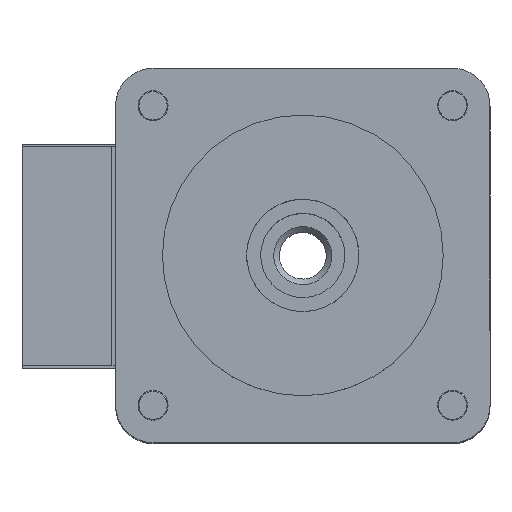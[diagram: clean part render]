
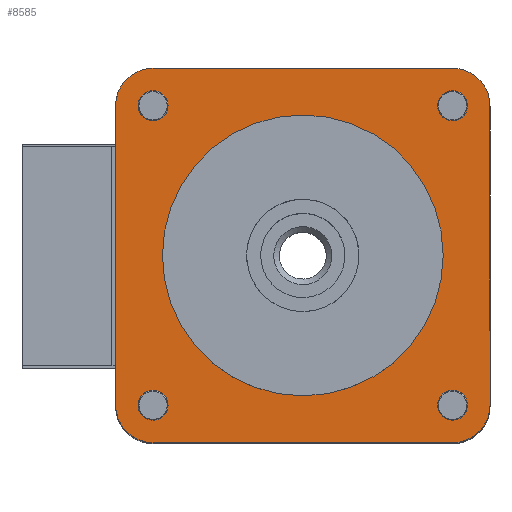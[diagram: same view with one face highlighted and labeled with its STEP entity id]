
A CAD part, top view. The second image highlights one B-rep face of the part: STEP entity #8585.
In plain terms, the highlighted planar face has unit normal (0, 0, 1).
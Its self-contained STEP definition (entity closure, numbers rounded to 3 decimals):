
#8187=CARTESIAN_POINT('',(8.8,-8.,15.65));
#8188=VERTEX_POINT('',#8187);
#8189=CARTESIAN_POINT('',(8.,-8.,15.65));
#8190=DIRECTION('',(0.0,0.0,-1.0));
#8191=DIRECTION('',(1.0,0.0,0.0));
#8192=AXIS2_PLACEMENT_3D('',#8189,#8190,#8191);
#8193=CIRCLE('',#8192,0.8);
#8194=EDGE_CURVE('',#8188,#8188,#8193,.T.);
#8207=CARTESIAN_POINT('',(-7.2,8.,15.65));
#8208=VERTEX_POINT('',#8207);
#8209=CARTESIAN_POINT('',(-8.,8.,15.65));
#8210=DIRECTION('',(0.0,0.0,-1.0));
#8211=DIRECTION('',(1.0,0.0,0.0));
#8212=AXIS2_PLACEMENT_3D('',#8209,#8210,#8211);
#8213=CIRCLE('',#8212,0.8);
#8214=EDGE_CURVE('',#8208,#8208,#8213,.T.);
#8227=CARTESIAN_POINT('',(8.8,8.,15.65));
#8228=VERTEX_POINT('',#8227);
#8229=CARTESIAN_POINT('',(8.,8.,15.65));
#8230=DIRECTION('',(0.0,0.0,-1.0));
#8231=DIRECTION('',(1.0,0.0,0.0));
#8232=AXIS2_PLACEMENT_3D('',#8229,#8230,#8231);
#8233=CIRCLE('',#8232,0.8);
#8234=EDGE_CURVE('',#8228,#8228,#8233,.T.);
#8247=CARTESIAN_POINT('',(-7.2,-8.,15.65));
#8248=VERTEX_POINT('',#8247);
#8249=CARTESIAN_POINT('',(-8.,-8.,15.65));
#8250=DIRECTION('',(0.0,0.0,-1.0));
#8251=DIRECTION('',(1.0,0.0,0.0));
#8252=AXIS2_PLACEMENT_3D('',#8249,#8250,#8251);
#8253=CIRCLE('',#8252,0.8);
#8254=EDGE_CURVE('',#8248,#8248,#8253,.T.);
#8264=CARTESIAN_POINT('',(-10.,8.,15.65));
#8265=VERTEX_POINT('',#8264);
#8266=CARTESIAN_POINT('',(-8.,10.0,15.65));
#8267=VERTEX_POINT('',#8266);
#8268=CARTESIAN_POINT('',(-8.,8.,15.65));
#8269=DIRECTION('',(0.0,0.0,-1.0));
#8270=DIRECTION('',(-0.707,0.707,0.0));
#8271=AXIS2_PLACEMENT_3D('',#8268,#8269,#8270);
#8272=CIRCLE('',#8271,2.0);
#8273=EDGE_CURVE('',#8265,#8267,#8272,.T.);
#8315=CARTESIAN_POINT('',(-10.0,-8.,15.65));
#8316=VERTEX_POINT('',#8315);
#8323=CARTESIAN_POINT('',(-10.,8.,15.65));
#8324=DIRECTION('',(0.0,-1.0,0.0));
#8325=VECTOR('',#8324,16.);
#8326=LINE('',#8323,#8325);
#8327=EDGE_CURVE('',#8265,#8316,#8326,.T.);
#8337=CARTESIAN_POINT('',(8.,10.0,15.65));
#8338=VERTEX_POINT('',#8337);
#8339=CARTESIAN_POINT('',(10.,8.,15.65));
#8340=VERTEX_POINT('',#8339);
#8341=CARTESIAN_POINT('',(8.,8.,15.65));
#8342=DIRECTION('',(0.0,0.0,-1.0));
#8343=DIRECTION('',(0.707,0.707,0.0));
#8344=AXIS2_PLACEMENT_3D('',#8341,#8342,#8343);
#8345=CIRCLE('',#8344,2.0);
#8346=EDGE_CURVE('',#8338,#8340,#8345,.T.);
#8380=CARTESIAN_POINT('',(10.,-8.,15.65));
#8381=VERTEX_POINT('',#8380);
#8382=CARTESIAN_POINT('',(10.,-8.0,15.65));
#8383=DIRECTION('',(0.0,1.0,0.0));
#8384=VECTOR('',#8383,16.0);
#8385=LINE('',#8382,#8384);
#8386=EDGE_CURVE('',#8381,#8340,#8385,.T.);
#8410=CARTESIAN_POINT('',(8.,-10.,15.65));
#8411=VERTEX_POINT('',#8410);
#8412=CARTESIAN_POINT('',(8.,-8.,15.65));
#8413=DIRECTION('',(0.0,0.0,-1.0));
#8414=DIRECTION('',(0.707,-0.707,0.0));
#8415=AXIS2_PLACEMENT_3D('',#8412,#8413,#8414);
#8416=CIRCLE('',#8415,2.0);
#8417=EDGE_CURVE('',#8381,#8411,#8416,.T.);
#8443=CARTESIAN_POINT('',(-8.,-10.0,15.65));
#8444=VERTEX_POINT('',#8443);
#8445=CARTESIAN_POINT('',(-8.,-8.,15.65));
#8446=DIRECTION('',(0.0,0.0,-1.0));
#8447=DIRECTION('',(-0.707,-0.707,0.0));
#8448=AXIS2_PLACEMENT_3D('',#8445,#8446,#8447);
#8449=CIRCLE('',#8448,2.0);
#8450=EDGE_CURVE('',#8444,#8316,#8449,.T.);
#8487=CARTESIAN_POINT('',(7.5,0.,15.65));
#8488=VERTEX_POINT('',#8487);
#8489=CARTESIAN_POINT('',(0.,0.,15.65));
#8490=DIRECTION('',(0.0,0.0,-1.0));
#8491=DIRECTION('',(-1.0,0.0,0.0));
#8492=AXIS2_PLACEMENT_3D('',#8489,#8490,#8491);
#8493=CIRCLE('',#8492,7.5);
#8494=EDGE_CURVE('',#8488,#8488,#8493,.T.);
#8517=CARTESIAN_POINT('',(-8.,-10.0,15.65));
#8518=DIRECTION('',(1.0,0.0,0.0));
#8519=VECTOR('',#8518,16.0);
#8520=LINE('',#8517,#8519);
#8521=EDGE_CURVE('',#8444,#8411,#8520,.T.);
#8539=CARTESIAN_POINT('',(8.,10.0,15.65));
#8540=DIRECTION('',(-1.0,0.0,0.0));
#8541=VECTOR('',#8540,16.0);
#8542=LINE('',#8539,#8541);
#8543=EDGE_CURVE('',#8338,#8267,#8542,.T.);
#8555=CARTESIAN_POINT('',(0.,0.,15.65));
#8556=DIRECTION('',(0.0,0.0,1.0));
#8557=DIRECTION('',(1.0,0.0,0.0));
#8558=AXIS2_PLACEMENT_3D('',#8555,#8556,#8557);
#8559=PLANE('',#8558);
#8560=ORIENTED_EDGE('',*,*,#8273,.F.);
#8561=ORIENTED_EDGE('',*,*,#8327,.T.);
#8562=ORIENTED_EDGE('',*,*,#8450,.F.);
#8563=ORIENTED_EDGE('',*,*,#8521,.T.);
#8564=ORIENTED_EDGE('',*,*,#8417,.F.);
#8565=ORIENTED_EDGE('',*,*,#8386,.T.);
#8566=ORIENTED_EDGE('',*,*,#8346,.F.);
#8567=ORIENTED_EDGE('',*,*,#8543,.T.);
#8568=EDGE_LOOP('',(#8560,#8561,#8562,#8563,#8564,#8565,#8566,#8567));
#8569=FACE_OUTER_BOUND('',#8568,.T.);
#8570=ORIENTED_EDGE('',*,*,#8194,.T.);
#8571=EDGE_LOOP('',(#8570));
#8572=FACE_BOUND('',#8571,.T.);
#8573=ORIENTED_EDGE('',*,*,#8214,.T.);
#8574=EDGE_LOOP('',(#8573));
#8575=FACE_BOUND('',#8574,.T.);
#8576=ORIENTED_EDGE('',*,*,#8234,.T.);
#8577=EDGE_LOOP('',(#8576));
#8578=FACE_BOUND('',#8577,.T.);
#8579=ORIENTED_EDGE('',*,*,#8254,.T.);
#8580=EDGE_LOOP('',(#8579));
#8581=FACE_BOUND('',#8580,.T.);
#8582=ORIENTED_EDGE('',*,*,#8494,.T.);
#8583=EDGE_LOOP('',(#8582));
#8584=FACE_BOUND('',#8583,.T.);
#8585=ADVANCED_FACE('',(#8569,#8572,#8575,#8578,#8581,#8584),#8559,.T.);
